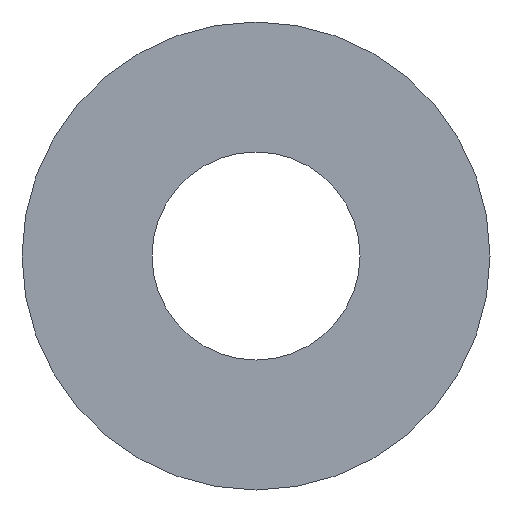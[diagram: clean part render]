
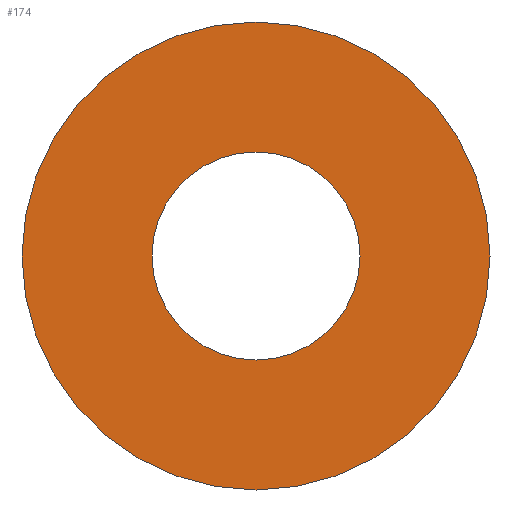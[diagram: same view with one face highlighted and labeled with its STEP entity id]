
A CAD part, front view. The second image highlights one B-rep face of the part: STEP entity #174.
In plain terms, the highlighted planar face has unit normal (0, -1, 0).
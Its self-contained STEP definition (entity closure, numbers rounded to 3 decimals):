
#16 = EDGE_LOOP ( 'NONE', ( #199, #126 ) ) ;
#25 = EDGE_CURVE ( 'NONE', #94, #152, #182, .T. ) ;
#31 = FACE_OUTER_BOUND ( 'NONE', #16, .T. ) ;
#45 = AXIS2_PLACEMENT_3D ( 'NONE', #153, #151, #149 ) ;
#59 = VERTEX_POINT ( 'NONE', #298 ) ;
#61 = VERTEX_POINT ( 'NONE', #297 ) ;
#70 = ORIENTED_EDGE ( 'NONE', *, *, #321, .T. ) ;
#83 = AXIS2_PLACEMENT_3D ( 'NONE', #165, #163, #162 ) ;
#88 = AXIS2_PLACEMENT_3D ( 'NONE', #190, #189, #188 ) ;
#94 = VERTEX_POINT ( 'NONE', #277 ) ;
#96 = CIRCLE ( 'NONE', #45, 4. ) ;
#115 = AXIS2_PLACEMENT_3D ( 'NONE', #239, #230, #228 ) ;
#126 = ORIENTED_EDGE ( 'NONE', *, *, #25, .T. ) ;
#129 = ORIENTED_EDGE ( 'NONE', *, *, #287, .T. ) ;
#132 = FACE_BOUND ( 'NONE', #212, .T. ) ;
#134 = AXIS2_PLACEMENT_3D ( 'NONE', #343, #339, #338 ) ;
#149 = DIRECTION ( 'NONE',  ( 0., 0., 1. ) ) ;
#151 = DIRECTION ( 'NONE',  ( 0., 1., 0. ) ) ;
#152 = VERTEX_POINT ( 'NONE', #261 ) ;
#153 = CARTESIAN_POINT ( 'NONE',  ( 0., 0., 0. ) ) ;
#162 = DIRECTION ( 'NONE',  ( 0., 0., 1. ) ) ;
#163 = DIRECTION ( 'NONE',  ( 0., 1., 0. ) ) ;
#165 = CARTESIAN_POINT ( 'NONE',  ( 0., 0., 0. ) ) ;
#174 = ADVANCED_FACE ( 'NONE', ( #132, #31 ), #232, .F. ) ;
#182 = CIRCLE ( 'NONE', #134, 9. ) ;
#188 = DIRECTION ( 'NONE',  ( 0., 0., -1. ) ) ;
#189 = DIRECTION ( 'NONE',  ( 0., -1., 0. ) ) ;
#190 = CARTESIAN_POINT ( 'NONE',  ( 0., 0., 0. ) ) ;
#199 = ORIENTED_EDGE ( 'NONE', *, *, #258, .T. ) ;
#212 = EDGE_LOOP ( 'NONE', ( #129, #70 ) ) ;
#228 = DIRECTION ( 'NONE',  ( 0., 0., 1. ) ) ;
#230 = DIRECTION ( 'NONE',  ( 0., 1., 0. ) ) ;
#232 = PLANE ( 'NONE',  #115 ) ;
#239 = CARTESIAN_POINT ( 'NONE',  ( 0., 0., 0. ) ) ;
#258 = EDGE_CURVE ( 'NONE', #152, #94, #317, .T. ) ;
#261 = CARTESIAN_POINT ( 'NONE',  ( 0., 0., -9. ) ) ;
#275 = CIRCLE ( 'NONE', #83, 4. ) ;
#277 = CARTESIAN_POINT ( 'NONE',  ( 0., 0., 9. ) ) ;
#287 = EDGE_CURVE ( 'NONE', #61, #59, #275, .T. ) ;
#297 = CARTESIAN_POINT ( 'NONE',  ( 0., 0., -4. ) ) ;
#298 = CARTESIAN_POINT ( 'NONE',  ( 0., 0., 4. ) ) ;
#317 = CIRCLE ( 'NONE', #88, 9. ) ;
#321 = EDGE_CURVE ( 'NONE', #59, #61, #96, .T. ) ;
#338 = DIRECTION ( 'NONE',  ( 0., 0., -1. ) ) ;
#339 = DIRECTION ( 'NONE',  ( 0., -1., 0. ) ) ;
#343 = CARTESIAN_POINT ( 'NONE',  ( 0., 0., 0. ) ) ;
